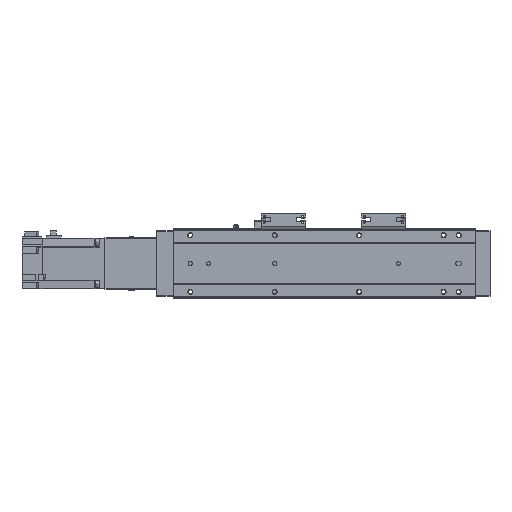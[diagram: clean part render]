
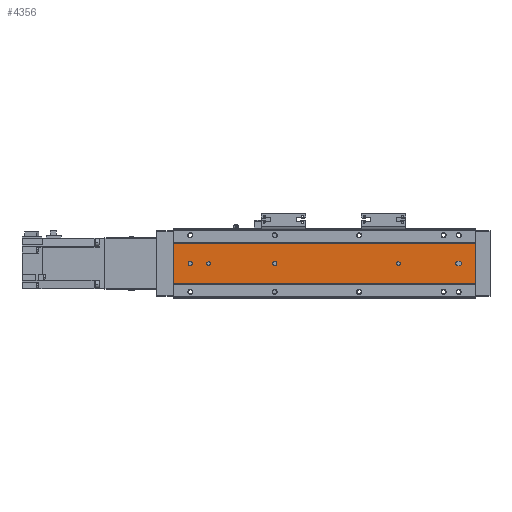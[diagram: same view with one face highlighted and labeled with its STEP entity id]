
A CAD part, front view. The second image highlights one B-rep face of the part: STEP entity #4356.
In plain terms, the highlighted planar face has unit normal (0, -1, 0).
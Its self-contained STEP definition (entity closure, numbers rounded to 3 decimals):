
#113 = DIRECTION ( 'NONE',  ( 0., 0., 1. ) ) ;
#321 = VERTEX_POINT ( 'NONE', #14066 ) ;
#405 = DIRECTION ( 'NONE',  ( 0., -1., 0. ) ) ;
#446 = VERTEX_POINT ( 'NONE', #6171 ) ;
#598 = CARTESIAN_POINT ( 'NONE',  ( 266.45, 1., 0. ) ) ;
#1081 = DIRECTION ( 'NONE',  ( -1., 0., 0. ) ) ;
#1101 = CARTESIAN_POINT ( 'NONE',  ( 120., 1., 0. ) ) ;
#1115 = DIRECTION ( 'NONE',  ( 0., 0., -1. ) ) ;
#1198 = LINE ( 'NONE', #18978, #8229 ) ;
#1284 = DIRECTION ( 'NONE',  ( 0., 0., 1. ) ) ;
#1403 = CARTESIAN_POINT ( 'NONE',  ( 358., 1., 23.876 ) ) ;
#1621 = CARTESIAN_POINT ( 'NONE',  ( 358., 1., 23.876 ) ) ;
#1952 = CARTESIAN_POINT ( 'NONE',  ( 337., 1., 2.5 ) ) ;
#2025 = ORIENTED_EDGE ( 'NONE', *, *, #10863, .T. ) ;
#2061 = EDGE_CURVE ( 'NONE', #17152, #446, #22195, .T. ) ;
#2214 = EDGE_LOOP ( 'NONE', ( #10730, #17092 ) ) ;
#2797 = CARTESIAN_POINT ( 'NONE',  ( 20., 1., 2.5 ) ) ;
#3131 = CIRCLE ( 'NONE', #19161, 2.1 ) ;
#3413 = EDGE_CURVE ( 'NONE', #24261, #24829, #25477, .T. ) ;
#3920 = LINE ( 'NONE', #10525, #23274 ) ;
#4169 = EDGE_LOOP ( 'NONE', ( #12742, #7280 ) ) ;
#4356 = ADVANCED_FACE ( 'NONE', ( #26129, #6486, #13073, #12513, #18969, #27704 ), #21268, .F. ) ;
#4470 = DIRECTION ( 'NONE',  ( 0., -1., 0. ) ) ;
#4615 = DIRECTION ( 'NONE',  ( 0., 0., 1. ) ) ;
#4644 = EDGE_LOOP ( 'NONE', ( #20372, #4906 ) ) ;
#4906 = ORIENTED_EDGE ( 'NONE', *, *, #21754, .F. ) ;
#4980 = CIRCLE ( 'NONE', #9498, 2.5 ) ;
#5771 = VERTEX_POINT ( 'NONE', #27420 ) ;
#5844 = EDGE_LOOP ( 'NONE', ( #16636, #17321, #22047, #2025 ) ) ;
#6171 = CARTESIAN_POINT ( 'NONE',  ( 0., 1., -23.876 ) ) ;
#6402 = AXIS2_PLACEMENT_3D ( 'NONE', #1101, #9719, #20466 ) ;
#6486 = FACE_BOUND ( 'NONE', #4644, .T. ) ;
#6941 = CARTESIAN_POINT ( 'NONE',  ( 0., 1., 23.876 ) ) ;
#7145 = DIRECTION ( 'NONE',  ( 0., 0., -1. ) ) ;
#7280 = ORIENTED_EDGE ( 'NONE', *, *, #10280, .F. ) ;
#7349 = DIRECTION ( 'NONE',  ( 0., 0., 1. ) ) ;
#7726 = VECTOR ( 'NONE', #1081, 1000. ) ;
#7792 = CARTESIAN_POINT ( 'NONE',  ( 339., 1., -2.5 ) ) ;
#7887 = DIRECTION ( 'NONE',  ( 0., -1., 0. ) ) ;
#8185 = DIRECTION ( 'NONE',  ( 0., 0., 1. ) ) ;
#8229 = VECTOR ( 'NONE', #11811, 1000. ) ;
#8626 = CIRCLE ( 'NONE', #18235, 2.1 ) ;
#8670 = VERTEX_POINT ( 'NONE', #22999 ) ;
#8763 = ORIENTED_EDGE ( 'NONE', *, *, #11246, .F. ) ;
#8863 = CARTESIAN_POINT ( 'NONE',  ( 358., 1., -2.5 ) ) ;
#9007 = VERTEX_POINT ( 'NONE', #11826 ) ;
#9208 = CIRCLE ( 'NONE', #15627, 2.5 ) ;
#9462 = CARTESIAN_POINT ( 'NONE',  ( 41.75, 1., 0. ) ) ;
#9498 = AXIS2_PLACEMENT_3D ( 'NONE', #14483, #20947, #8185 ) ;
#9719 = DIRECTION ( 'NONE',  ( 0., -1., 0. ) ) ;
#9829 = CARTESIAN_POINT ( 'NONE',  ( 358., 1., 23.876 ) ) ;
#9965 = CIRCLE ( 'NONE', #25994, 2.5 ) ;
#10280 = EDGE_CURVE ( 'NONE', #28147, #5771, #9965, .T. ) ;
#10286 = DIRECTION ( 'NONE',  ( 0., 0., 1. ) ) ;
#10339 = ORIENTED_EDGE ( 'NONE', *, *, #19913, .F. ) ;
#10364 = DIRECTION ( 'NONE',  ( 0., 1., 0. ) ) ;
#10525 = CARTESIAN_POINT ( 'NONE',  ( 358., 1., -23.876 ) ) ;
#10566 = DIRECTION ( 'NONE',  ( 0., 0., 1. ) ) ;
#10638 = CARTESIAN_POINT ( 'NONE',  ( 20., 1., 0. ) ) ;
#10730 = ORIENTED_EDGE ( 'NONE', *, *, #22233, .F. ) ;
#10863 = EDGE_CURVE ( 'NONE', #24261, #17152, #14281, .T. ) ;
#10971 = EDGE_CURVE ( 'NONE', #5771, #28147, #19603, .T. ) ;
#11238 = CARTESIAN_POINT ( 'NONE',  ( 266.45, 1., 2.1 ) ) ;
#11246 = EDGE_CURVE ( 'NONE', #26726, #17536, #4980, .T. ) ;
#11811 = DIRECTION ( 'NONE',  ( -1., 0., 0. ) ) ;
#11826 = CARTESIAN_POINT ( 'NONE',  ( 41.75, 1., 2.1 ) ) ;
#12047 = ORIENTED_EDGE ( 'NONE', *, *, #12976, .F. ) ;
#12513 = FACE_BOUND ( 'NONE', #4169, .T. ) ;
#12742 = ORIENTED_EDGE ( 'NONE', *, *, #10971, .F. ) ;
#12858 = DIRECTION ( 'NONE',  ( 0., -1., 0. ) ) ;
#12905 = CARTESIAN_POINT ( 'NONE',  ( 358., 1., -23.876 ) ) ;
#12976 = EDGE_CURVE ( 'NONE', #17536, #13657, #19758, .T. ) ;
#13073 = FACE_BOUND ( 'NONE', #23045, .T. ) ;
#13405 = CIRCLE ( 'NONE', #20276, 2.5 ) ;
#13412 = EDGE_CURVE ( 'NONE', #25798, #27603, #18008, .T. ) ;
#13657 = VERTEX_POINT ( 'NONE', #7792 ) ;
#13658 = CARTESIAN_POINT ( 'NONE',  ( 41.75, 1., 0. ) ) ;
#14066 = CARTESIAN_POINT ( 'NONE',  ( 120., 1., -2.5 ) ) ;
#14085 = DIRECTION ( 'NONE',  ( 0., 0., 1. ) ) ;
#14281 = LINE ( 'NONE', #9829, #7726 ) ;
#14373 = VERTEX_POINT ( 'NONE', #22487 ) ;
#14483 = CARTESIAN_POINT ( 'NONE',  ( 337., 1., 0. ) ) ;
#14653 = CIRCLE ( 'NONE', #6402, 2.5 ) ;
#14862 = CARTESIAN_POINT ( 'NONE',  ( 339., 1., 0. ) ) ;
#15627 = AXIS2_PLACEMENT_3D ( 'NONE', #14862, #12858, #21322 ) ;
#15754 = AXIS2_PLACEMENT_3D ( 'NONE', #1621, #10364, #19111 ) ;
#16636 = ORIENTED_EDGE ( 'NONE', *, *, #2061, .T. ) ;
#16796 = CARTESIAN_POINT ( 'NONE',  ( 266.45, 1., -2.1 ) ) ;
#16889 = CARTESIAN_POINT ( 'NONE',  ( 266.45, 1., 0. ) ) ;
#17092 = ORIENTED_EDGE ( 'NONE', *, *, #25073, .F. ) ;
#17152 = VERTEX_POINT ( 'NONE', #6941 ) ;
#17321 = ORIENTED_EDGE ( 'NONE', *, *, #19648, .F. ) ;
#17536 = VERTEX_POINT ( 'NONE', #22640 ) ;
#18008 = CIRCLE ( 'NONE', #25790, 2.1 ) ;
#18235 = AXIS2_PLACEMENT_3D ( 'NONE', #13658, #24402, #7349 ) ;
#18396 = EDGE_LOOP ( 'NONE', ( #12047, #8763, #25363, #20949 ) ) ;
#18969 = FACE_BOUND ( 'NONE', #2214, .T. ) ;
#18978 = CARTESIAN_POINT ( 'NONE',  ( 358., 1., 2.5 ) ) ;
#19111 = DIRECTION ( 'NONE',  ( 1., 0., 0. ) ) ;
#19161 = AXIS2_PLACEMENT_3D ( 'NONE', #598, #26840, #14085 ) ;
#19199 = AXIS2_PLACEMENT_3D ( 'NONE', #9462, #7887, #1284 ) ;
#19271 = DIRECTION ( 'NONE',  ( -1., 0., 0. ) ) ;
#19603 = CIRCLE ( 'NONE', #23272, 2.5 ) ;
#19648 = EDGE_CURVE ( 'NONE', #24829, #446, #3920, .T. ) ;
#19758 = LINE ( 'NONE', #8863, #21664 ) ;
#19890 = EDGE_CURVE ( 'NONE', #24655, #9007, #8626, .T. ) ;
#19913 = EDGE_CURVE ( 'NONE', #27603, #25798, #3131, .T. ) ;
#20276 = AXIS2_PLACEMENT_3D ( 'NONE', #20638, #27772, #10286 ) ;
#20372 = ORIENTED_EDGE ( 'NONE', *, *, #19890, .F. ) ;
#20466 = DIRECTION ( 'NONE',  ( 0., 0., 1. ) ) ;
#20638 = CARTESIAN_POINT ( 'NONE',  ( 120., 1., 0. ) ) ;
#20947 = DIRECTION ( 'NONE',  ( 0., -1., 0. ) ) ;
#20949 = ORIENTED_EDGE ( 'NONE', *, *, #23440, .F. ) ;
#21093 = CARTESIAN_POINT ( 'NONE',  ( 41.75, 1., -2.1 ) ) ;
#21213 = VECTOR ( 'NONE', #1115, 1000. ) ;
#21268 = PLANE ( 'NONE',  #15754 ) ;
#21322 = DIRECTION ( 'NONE',  ( 0., 0., 1. ) ) ;
#21664 = VECTOR ( 'NONE', #28220, 1000. ) ;
#21754 = EDGE_CURVE ( 'NONE', #9007, #24655, #28354, .T. ) ;
#21928 = CARTESIAN_POINT ( 'NONE',  ( 20., 1., 0. ) ) ;
#22010 = VECTOR ( 'NONE', #7145, 1000. ) ;
#22047 = ORIENTED_EDGE ( 'NONE', *, *, #3413, .F. ) ;
#22084 = ORIENTED_EDGE ( 'NONE', *, *, #13412, .F. ) ;
#22195 = LINE ( 'NONE', #26774, #22010 ) ;
#22233 = EDGE_CURVE ( 'NONE', #321, #8670, #14653, .T. ) ;
#22487 = CARTESIAN_POINT ( 'NONE',  ( 339., 1., 2.5 ) ) ;
#22640 = CARTESIAN_POINT ( 'NONE',  ( 337., 1., -2.5 ) ) ;
#22999 = CARTESIAN_POINT ( 'NONE',  ( 120., 1., 2.5 ) ) ;
#23045 = EDGE_LOOP ( 'NONE', ( #10339, #22084 ) ) ;
#23272 = AXIS2_PLACEMENT_3D ( 'NONE', #10638, #4470, #4615 ) ;
#23274 = VECTOR ( 'NONE', #19271, 1000. ) ;
#23440 = EDGE_CURVE ( 'NONE', #13657, #14373, #9208, .T. ) ;
#24261 = VERTEX_POINT ( 'NONE', #25688 ) ;
#24402 = DIRECTION ( 'NONE',  ( 0., -1., 0. ) ) ;
#24655 = VERTEX_POINT ( 'NONE', #21093 ) ;
#24829 = VERTEX_POINT ( 'NONE', #12905 ) ;
#25073 = EDGE_CURVE ( 'NONE', #8670, #321, #13405, .T. ) ;
#25363 = ORIENTED_EDGE ( 'NONE', *, *, #26983, .F. ) ;
#25477 = LINE ( 'NONE', #1403, #21213 ) ;
#25688 = CARTESIAN_POINT ( 'NONE',  ( 358., 1., 23.876 ) ) ;
#25790 = AXIS2_PLACEMENT_3D ( 'NONE', #16889, #26040, #10566 ) ;
#25798 = VERTEX_POINT ( 'NONE', #11238 ) ;
#25994 = AXIS2_PLACEMENT_3D ( 'NONE', #21928, #405, #113 ) ;
#26040 = DIRECTION ( 'NONE',  ( 0., -1., 0. ) ) ;
#26129 = FACE_OUTER_BOUND ( 'NONE', #5844, .T. ) ;
#26726 = VERTEX_POINT ( 'NONE', #1952 ) ;
#26774 = CARTESIAN_POINT ( 'NONE',  ( 0., 1., 23.876 ) ) ;
#26840 = DIRECTION ( 'NONE',  ( 0., -1., 0. ) ) ;
#26983 = EDGE_CURVE ( 'NONE', #14373, #26726, #1198, .T. ) ;
#27420 = CARTESIAN_POINT ( 'NONE',  ( 20., 1., -2.5 ) ) ;
#27603 = VERTEX_POINT ( 'NONE', #16796 ) ;
#27704 = FACE_BOUND ( 'NONE', #18396, .T. ) ;
#27772 = DIRECTION ( 'NONE',  ( 0., -1., 0. ) ) ;
#28147 = VERTEX_POINT ( 'NONE', #2797 ) ;
#28220 = DIRECTION ( 'NONE',  ( 1., 0., 0. ) ) ;
#28354 = CIRCLE ( 'NONE', #19199, 2.1 ) ;
